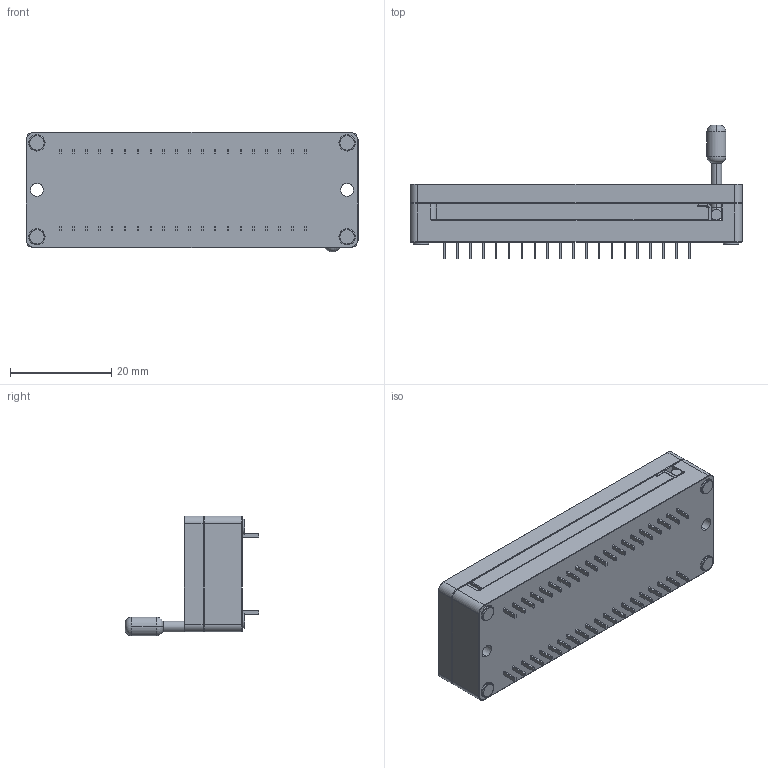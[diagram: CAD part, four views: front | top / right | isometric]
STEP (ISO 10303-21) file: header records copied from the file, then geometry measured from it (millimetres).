
FILE_DESCRIPTION (( 'STEP AP214' ), '1' );
FILE_NAME ('240-1280-00-0602J.STEP', '2019-08-31T14:37:52', ( '' ), ( '' ), 'SwSTEP 2.0', 'SolidWorks 2017', '' );
FILE_SCHEMA (( 'AUTOMOTIVE_DESIGN' ));
Length unit declared in the file: inch
Products named in the file (1): 240-1280-00-0602J
Bounding box: 65.53 x 26.42 x 23.68 mm (x, y, z)
Volume: 15128.5 mm3; surface area: 12788.9 mm2
Topology: 46 solids, 46 shells, 591 faces, 1460 edges, 913 vertices
Faces by surface type: plane 418, cylinder 100, torus 52, sphere 14, cone 4, bspline 3
Entity records: 17801 total; most frequent: CARTESIAN_POINT 3059, ORIENTED_EDGE 2886, DIRECTION 2865, EDGE_CURVE 1443, LINE 1167, VECTOR 1167, VERTEX_POINT 913, AXIS2_PLACEMENT_3D 849
